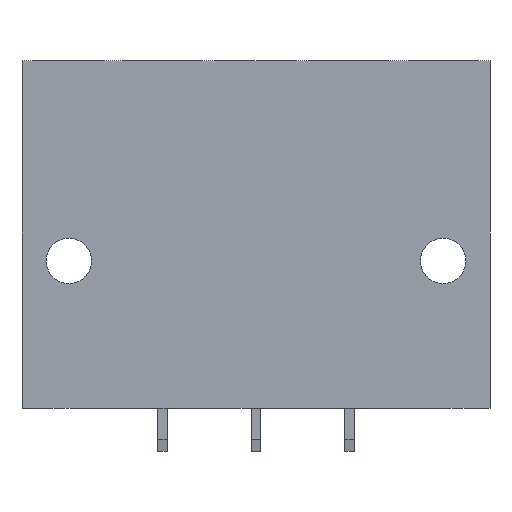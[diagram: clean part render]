
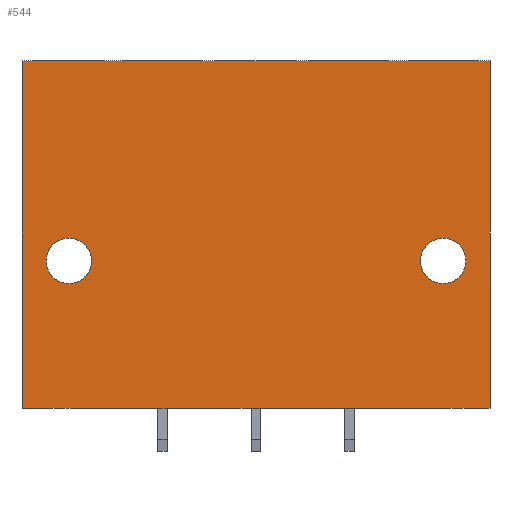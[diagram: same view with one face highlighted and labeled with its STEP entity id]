
A CAD part, front view. The second image highlights one B-rep face of the part: STEP entity #544.
In plain terms, the highlighted planar face has unit normal (0, -1, 0).
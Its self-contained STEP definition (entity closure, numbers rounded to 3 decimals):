
#481=AXIS2_PLACEMENT_3D('Plane Axis2P3D',#478,#479,#480) ;
#510=AXIS2_PLACEMENT_3D('Circle Axis2P3D',#508,#509,$) ;
#519=AXIS2_PLACEMENT_3D('Circle Axis2P3D',#517,#518,$) ;
#528=AXIS2_PLACEMENT_3D('Circle Axis2P3D',#526,#527,$) ;
#537=AXIS2_PLACEMENT_3D('Circle Axis2P3D',#535,#536,$) ;
#216=CARTESIAN_POINT('Vertex',(38.1,0.,3.5)) ;
#219=CARTESIAN_POINT('Line Origine',(19.05,0.,3.5)) ;
#223=CARTESIAN_POINT('Vertex',(0.,0.,3.5)) ;
#478=CARTESIAN_POINT('Axis2P3D Location',(7.62,0.,31.8)) ;
#483=CARTESIAN_POINT('Line Origine',(38.1,0.,17.65)) ;
#487=CARTESIAN_POINT('Vertex',(38.1,0.,31.8)) ;
#490=CARTESIAN_POINT('Line Origine',(19.05,0.,31.8)) ;
#494=CARTESIAN_POINT('Vertex',(0.,0.,31.8)) ;
#497=CARTESIAN_POINT('Line Origine',(0.,0.,17.65)) ;
#508=CARTESIAN_POINT('Axis2P3D Location',(34.29,0.,15.5)) ;
#512=CARTESIAN_POINT('Vertex',(34.29,0.,17.35)) ;
#514=CARTESIAN_POINT('Vertex',(34.29,0.,13.65)) ;
#517=CARTESIAN_POINT('Axis2P3D Location',(34.29,0.,15.5)) ;
#526=CARTESIAN_POINT('Axis2P3D Location',(3.81,0.,15.5)) ;
#530=CARTESIAN_POINT('Vertex',(3.81,0.,17.35)) ;
#532=CARTESIAN_POINT('Vertex',(3.81,0.,13.65)) ;
#535=CARTESIAN_POINT('Axis2P3D Location',(3.81,0.,15.5)) ;
#220=DIRECTION('Vector Direction',(-1.,0.,0.)) ;
#479=DIRECTION('Axis2P3D Direction',(0.,-1.,0.)) ;
#480=DIRECTION('Axis2P3D XDirection',(0.,-0.,-1.)) ;
#484=DIRECTION('Vector Direction',(0.,0.,-1.)) ;
#491=DIRECTION('Vector Direction',(1.,0.,0.)) ;
#498=DIRECTION('Vector Direction',(0.,0.,-1.)) ;
#509=DIRECTION('Axis2P3D Direction',(0.,-1.,0.)) ;
#518=DIRECTION('Axis2P3D Direction',(0.,-1.,0.)) ;
#527=DIRECTION('Axis2P3D Direction',(0.,-1.,0.)) ;
#536=DIRECTION('Axis2P3D Direction',(0.,-1.,0.)) ;
#221=VECTOR('Line Direction',#220,1.) ;
#485=VECTOR('Line Direction',#484,1.) ;
#492=VECTOR('Line Direction',#491,1.) ;
#499=VECTOR('Line Direction',#498,1.) ;
#503=ORIENTED_EDGE('',*,*,#489,.F.) ;
#504=ORIENTED_EDGE('',*,*,#496,.T.) ;
#505=ORIENTED_EDGE('',*,*,#501,.T.) ;
#506=ORIENTED_EDGE('',*,*,#225,.T.) ;
#523=ORIENTED_EDGE('',*,*,#516,.T.) ;
#524=ORIENTED_EDGE('',*,*,#521,.T.) ;
#541=ORIENTED_EDGE('',*,*,#534,.F.) ;
#542=ORIENTED_EDGE('',*,*,#539,.F.) ;
#525=FACE_BOUND('',#522,.T.) ;
#543=FACE_BOUND('',#540,.T.) ;
#544=ADVANCED_FACE('HOUSING',(#507,#525,#543),#482,.T.) ;
#511=CIRCLE('generated circle',#510,1.85) ;
#520=CIRCLE('generated circle',#519,1.85) ;
#529=CIRCLE('generated circle',#528,1.85) ;
#538=CIRCLE('generated circle',#537,1.85) ;
#225=EDGE_CURVE('',#224,#217,#222,.F.) ;
#489=EDGE_CURVE('',#488,#217,#486,.T.) ;
#496=EDGE_CURVE('',#488,#495,#493,.F.) ;
#501=EDGE_CURVE('',#495,#224,#500,.T.) ;
#516=EDGE_CURVE('',#513,#515,#511,.F.) ;
#521=EDGE_CURVE('',#515,#513,#520,.F.) ;
#534=EDGE_CURVE('',#531,#533,#529,.T.) ;
#539=EDGE_CURVE('',#533,#531,#538,.T.) ;
#502=EDGE_LOOP('',(#503,#504,#505,#506)) ;
#522=EDGE_LOOP('',(#523,#524)) ;
#540=EDGE_LOOP('',(#541,#542)) ;
#507=FACE_OUTER_BOUND('',#502,.T.) ;
#222=LINE('Line',#219,#221) ;
#486=LINE('Line',#483,#485) ;
#493=LINE('Line',#490,#492) ;
#500=LINE('Line',#497,#499) ;
#482=PLANE('',#481) ;
#217=VERTEX_POINT('',#216) ;
#224=VERTEX_POINT('',#223) ;
#488=VERTEX_POINT('',#487) ;
#495=VERTEX_POINT('',#494) ;
#513=VERTEX_POINT('',#512) ;
#515=VERTEX_POINT('',#514) ;
#531=VERTEX_POINT('',#530) ;
#533=VERTEX_POINT('',#532) ;
